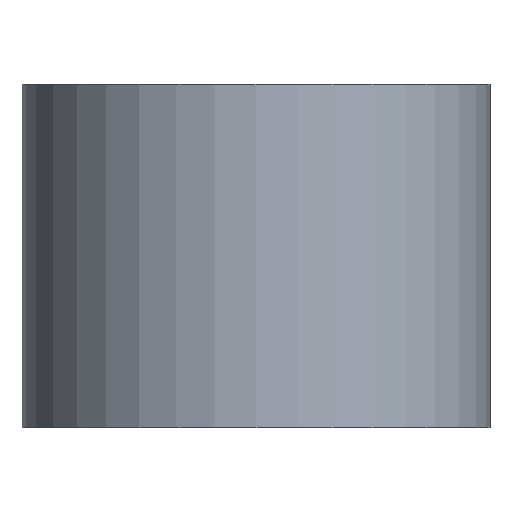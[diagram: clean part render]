
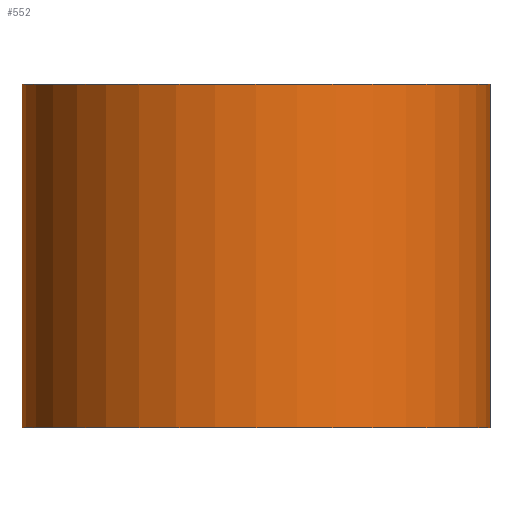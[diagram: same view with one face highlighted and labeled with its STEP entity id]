
A CAD part, front view. The second image highlights one B-rep face of the part: STEP entity #552.
In plain terms, the highlighted cylindrical face has radius 10.9 mm (diameter 21.8 mm), a full revolution.
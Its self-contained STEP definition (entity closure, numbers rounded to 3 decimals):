
#372=CARTESIAN_POINT('',(46.1,-0.2,98.907));
#373=VERTEX_POINT('',#372);
#374=CARTESIAN_POINT('',(57.,10.7,98.907));
#375=VERTEX_POINT('',#374);
#376=CARTESIAN_POINT('',(57.,-0.2,98.907));
#377=DIRECTION('',(0.,-0.,-1.));
#378=DIRECTION('',(0.,1.,-0.));
#379=AXIS2_PLACEMENT_3D('',#376,#377,#378);
#380=CIRCLE('',#379,10.9);
#381=EDGE_CURVE('',#373,#375,#380,.T.);
#383=CARTESIAN_POINT('',(57.,-0.2,98.907));
#384=DIRECTION('',(0.,-0.,-1.));
#385=DIRECTION('',(0.,1.,-0.));
#386=AXIS2_PLACEMENT_3D('',#383,#384,#385);
#387=CIRCLE('',#386,10.9);
#388=EDGE_CURVE('',#375,#373,#387,.T.);
#518=CARTESIAN_POINT('',(57.,-0.2,98.907));
#519=DIRECTION('',(0.,-0.,-1.));
#520=DIRECTION('',(-1.,-0.,-0.));
#521=AXIS2_PLACEMENT_3D('',#518,#519,#520);
#522=CYLINDRICAL_SURFACE('',#521,10.9);
#523=CARTESIAN_POINT('',(46.1,-0.2,82.907));
#524=VERTEX_POINT('',#523);
#525=CARTESIAN_POINT('',(46.1,-0.2,82.907));
#526=DIRECTION('',(-0.,0.,1.));
#527=VECTOR('',#526,16.);
#528=LINE('',#525,#527);
#529=EDGE_CURVE('',#524,#373,#528,.T.);
#530=ORIENTED_EDGE('',*,*,#529,.T.);
#531=ORIENTED_EDGE('',*,*,#381,.T.);
#532=ORIENTED_EDGE('',*,*,#388,.T.);
#533=ORIENTED_EDGE('',*,*,#529,.F.);
#534=CARTESIAN_POINT('',(57.,-11.1,82.907));
#535=VERTEX_POINT('',#534);
#536=CARTESIAN_POINT('',(57.,-0.2,82.907));
#537=DIRECTION('',(0.,-0.,-1.));
#538=DIRECTION('',(0.,-1.,0.));
#539=AXIS2_PLACEMENT_3D('',#536,#537,#538);
#540=CIRCLE('',#539,10.9);
#541=EDGE_CURVE('',#535,#524,#540,.T.);
#542=ORIENTED_EDGE('',*,*,#541,.F.);
#543=CARTESIAN_POINT('',(57.,-0.2,82.907));
#544=DIRECTION('',(0.,-0.,-1.));
#545=DIRECTION('',(0.,-1.,0.));
#546=AXIS2_PLACEMENT_3D('',#543,#544,#545);
#547=CIRCLE('',#546,10.9);
#548=EDGE_CURVE('',#524,#535,#547,.T.);
#549=ORIENTED_EDGE('',*,*,#548,.F.);
#550=EDGE_LOOP('',(#530,#531,#532,#533,#542,#549));
#551=FACE_BOUND('',#550,.T.);
#552=ADVANCED_FACE('',(#551),#522,.T.);
